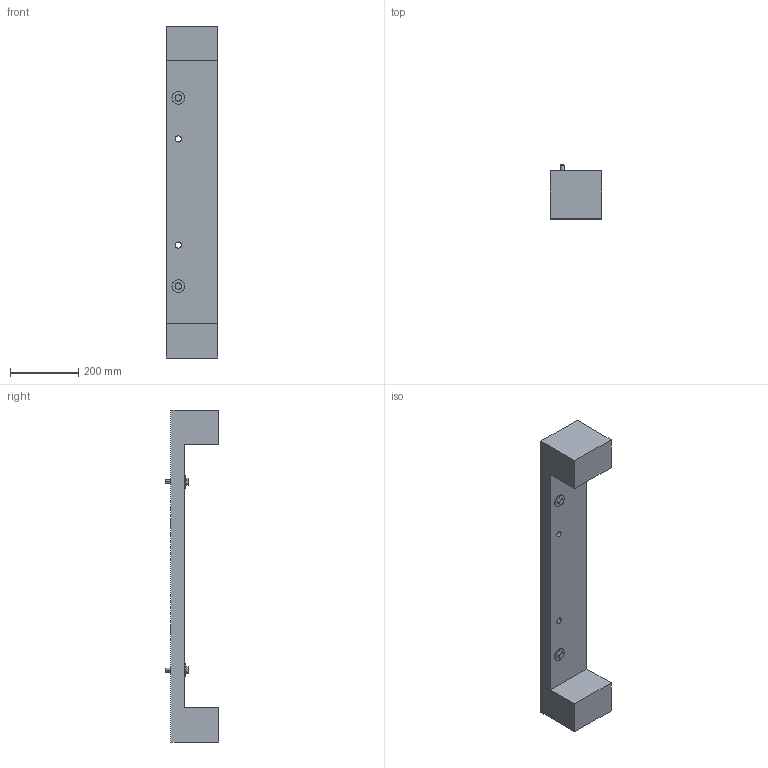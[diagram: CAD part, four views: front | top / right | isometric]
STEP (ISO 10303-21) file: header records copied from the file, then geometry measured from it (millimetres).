
FILE_DESCRIPTION(('STEP AP214'),'1');
FILE_NAME('cctmp_7B503EF1-6E46-41C8-AC6D-DC92D704646C_2024_11_20_13_33_32_0330..stp','2024-11-20T12:33:32',('SIEMENS A&D'),('CADClick - www.CADClick.com'),'Spatial InterOp 3D',' ','unknown authorization');
FILE_SCHEMA(('AUTOMOTIVE_DESIGN'));
Length unit declared in the file: millimetre
Products named in the file (1): 2024_11_20_13_33_32_0307
Bounding box: 150 x 157 x 970 mm (x, y, z)
Volume: 8803215.8 mm3; surface area: 494923.3 mm2
Topology: 1 solids, 1 shells, 82 faces, 194 edges, 122 vertices
Faces by surface type: cylinder 32, plane 30, cone 16, torus 4
Entity records: 3080 total; most frequent: CARTESIAN_POINT 495, DIRECTION 422, ORIENTED_EDGE 388, EDGE_CURVE 194, AXIS2_PLACEMENT_3D 169, VERTEX_POINT 122, EDGE_LOOP 94, CIRCLE 86
